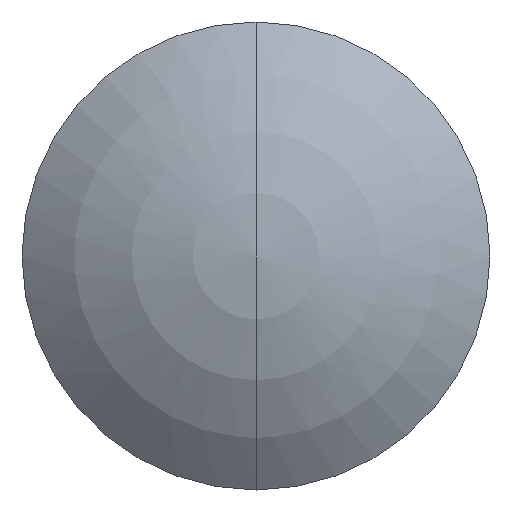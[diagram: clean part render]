
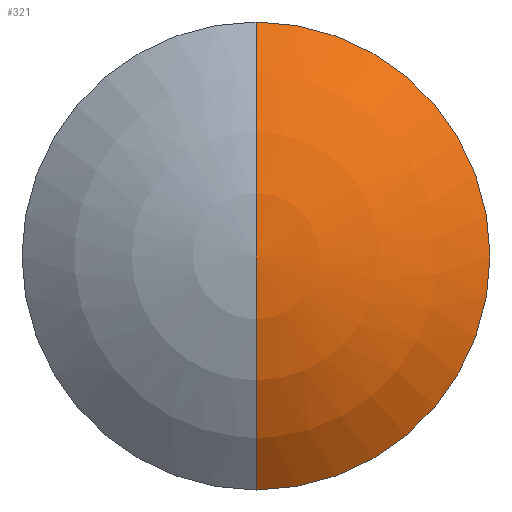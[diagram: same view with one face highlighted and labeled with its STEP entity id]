
A CAD part, front view. The second image highlights one B-rep face of the part: STEP entity #321.
In plain terms, the highlighted spherical face has radius 12.6 mm.
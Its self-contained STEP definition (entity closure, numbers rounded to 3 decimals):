
#6=CARTESIAN_POINT('',(-254.833,201.092,12.894));
#7=DIRECTION('',(0.,-1.,0.));
#8=DIRECTION('',(1.,0.,0.));
#9=AXIS2_PLACEMENT_3D('',#6,#7,#8);
#11=CARTESIAN_POINT('',(-254.833,201.092,12.894));
#12=DIRECTION('',(0.,-1.,0.));
#13=DIRECTION('',(0.,0.,-1.));
#14=AXIS2_PLACEMENT_3D('',#11,#12,#13);
#217=CARTESIAN_POINT('',(-254.833,210.826,12.894));
#218=DIRECTION('',(-1.,0.,0.));
#219=DIRECTION('',(0.,-1.,0.));
#220=AXIS2_PLACEMENT_3D('',#217,#218,#219);
#222=CARTESIAN_POINT('',(-254.833,210.826,12.894));
#223=DIRECTION('',(-1.,0.,0.));
#224=DIRECTION('',(0.,-0.773,-0.635));
#225=AXIS2_PLACEMENT_3D('',#222,#223,#224);
#237=CARTESIAN_POINT('',(-254.833,201.092,20.894));
#239=VERTEX_POINT('',#237);
#245=CARTESIAN_POINT('',(-246.833,201.092,12.894));
#246=VERTEX_POINT('',#245);
#283=CARTESIAN_POINT('',(-254.833,201.092,4.894));
#284=VERTEX_POINT('',#283);
#285=CARTESIAN_POINT('',(-254.833,198.226,12.894));
#286=VERTEX_POINT('',#285);
#307=CARTESIAN_POINT('',(-254.833,210.826,12.894));
#308=DIRECTION('',(0.,-1.,0.));
#309=DIRECTION('',(0.,0.,-1.));
#310=AXIS2_PLACEMENT_3D('',#307,#308,#309);
#311=SPHERICAL_SURFACE('',#310,12.6);
#312=ORIENTED_EDGE('',*,*,#294,.F.);
#314=ORIENTED_EDGE('',*,*,#313,.F.);
#316=ORIENTED_EDGE('',*,*,#315,.T.);
#318=ORIENTED_EDGE('',*,*,#317,.T.);
#319=EDGE_LOOP('',(#312,#314,#316,#318));
#320=FACE_OUTER_BOUND('',#319,.F.);
#321=ADVANCED_FACE('',(#320),#311,.T.);
#10=CIRCLE('',#9,8.);
#15=CIRCLE('',#14,8.);
#221=CIRCLE('',#220,12.6);
#226=CIRCLE('',#225,12.6);
#294=EDGE_CURVE('',#246,#239,#10,.T.);
#313=EDGE_CURVE('',#284,#246,#15,.T.);
#315=EDGE_CURVE('',#284,#286,#226,.T.);
#317=EDGE_CURVE('',#286,#239,#221,.T.);
